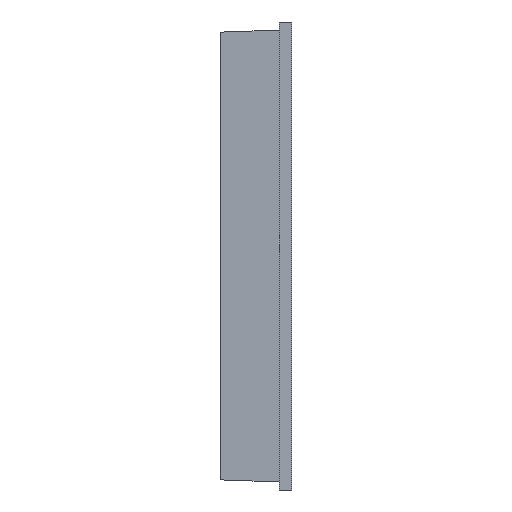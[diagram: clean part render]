
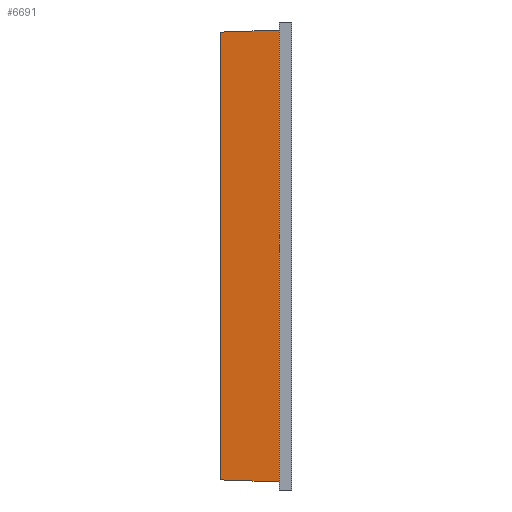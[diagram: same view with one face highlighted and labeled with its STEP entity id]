
A CAD part, left-side view. The second image highlights one B-rep face of the part: STEP entity #6691.
In plain terms, the highlighted planar face has unit normal (-0.999, 0.035, 0).
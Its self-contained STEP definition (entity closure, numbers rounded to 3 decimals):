
#915 = VECTOR ( 'NONE', #10652, 1000. ) ;
#1048 = LINE ( 'NONE', #5047, #3715 ) ;
#1355 = CARTESIAN_POINT ( 'NONE',  ( 0.2, 0.3, -0.2 ) ) ;
#1743 = DIRECTION ( 'NONE',  ( -0.035, -0.999, 0.035 ) ) ;
#1760 = ORIENTED_EDGE ( 'NONE', *, *, #14294, .F. ) ;
#2106 = VECTOR ( 'NONE', #1743, 1000. ) ;
#2436 = CARTESIAN_POINT ( 'NONE',  ( 0.2, 0.3, -0.2 ) ) ;
#2765 = CARTESIAN_POINT ( 'NONE',  ( 0.2, 0.3, -0.2 ) ) ;
#3543 = VERTEX_POINT ( 'NONE', #10940 ) ;
#3600 = DIRECTION ( 'NONE',  ( -0.035, -0.999, 0. ) ) ;
#3715 = VECTOR ( 'NONE', #14020, 1000. ) ;
#3904 = CARTESIAN_POINT ( 'NONE',  ( 0.2, 0.3, -11.4 ) ) ;
#5047 = CARTESIAN_POINT ( 'NONE',  ( 0.251, 1.76, 0. ) ) ;
#5115 = VERTEX_POINT ( 'NONE', #1355 ) ;
#5575 = VECTOR ( 'NONE', #13195, 1000. ) ;
#5642 = EDGE_CURVE ( 'NONE', #12151, #5115, #12882, .T. ) ;
#6456 = CARTESIAN_POINT ( 'NONE',  ( 0.214, 0.69, -11.386 ) ) ;
#6691 = ADVANCED_FACE ( 'NONE', ( #12883 ), #12523, .T. ) ;
#7311 = EDGE_CURVE ( 'NONE', #3543, #5115, #13721, .T. ) ;
#9350 = EDGE_CURVE ( 'NONE', #14288, #12151, #14549, .T. ) ;
#9644 = CARTESIAN_POINT ( 'NONE',  ( 0.2, 0.3, -0.2 ) ) ;
#10363 = DIRECTION ( 'NONE',  ( -0.999, 0.035, 0. ) ) ;
#10652 = DIRECTION ( 'NONE',  ( 0., 0., 1. ) ) ;
#10940 = CARTESIAN_POINT ( 'NONE',  ( 0.251, 1.76, -0.251 ) ) ;
#11067 = EDGE_LOOP ( 'NONE', ( #12637, #13563, #1760, #11535 ) ) ;
#11535 = ORIENTED_EDGE ( 'NONE', *, *, #9350, .T. ) ;
#12151 = VERTEX_POINT ( 'NONE', #3904 ) ;
#12523 = PLANE ( 'NONE',  #13270 ) ;
#12637 = ORIENTED_EDGE ( 'NONE', *, *, #5642, .T. ) ;
#12882 = LINE ( 'NONE', #2765, #915 ) ;
#12883 = FACE_OUTER_BOUND ( 'NONE', #11067, .T. ) ;
#12900 = CARTESIAN_POINT ( 'NONE',  ( 0.251, 1.76, -11.349 ) ) ;
#13195 = DIRECTION ( 'NONE',  ( -0.035, -0.999, -0.035 ) ) ;
#13270 = AXIS2_PLACEMENT_3D ( 'NONE', #2436, #10363, #3600 ) ;
#13563 = ORIENTED_EDGE ( 'NONE', *, *, #7311, .F. ) ;
#13721 = LINE ( 'NONE', #9644, #2106 ) ;
#14020 = DIRECTION ( 'NONE',  ( 0., 0., 1. ) ) ;
#14288 = VERTEX_POINT ( 'NONE', #12900 ) ;
#14294 = EDGE_CURVE ( 'NONE', #14288, #3543, #1048, .T. ) ;
#14549 = LINE ( 'NONE', #6456, #5575 ) ;
